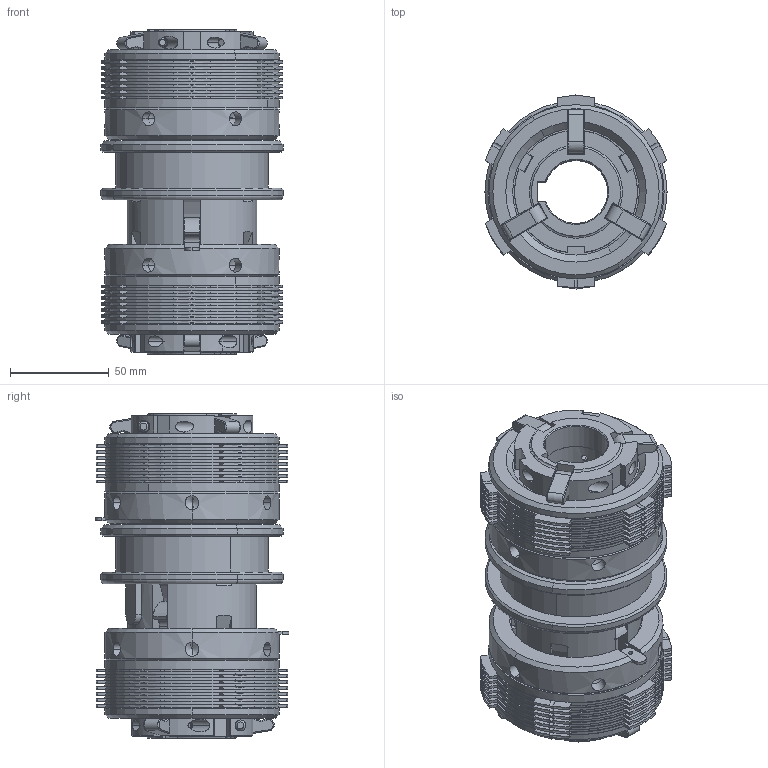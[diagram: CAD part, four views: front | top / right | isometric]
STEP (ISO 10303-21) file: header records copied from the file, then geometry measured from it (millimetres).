
FILE_DESCRIPTION (( 'STEP AP203' ), '1' );
FILE_NAME ('Assem9.STEP', '2017-10-18T02:48:29', ( ' ' ), ( '' ), 'SwSTEP 2.0', 'SolidWorks 2009', '' );
FILE_SCHEMA (( 'CONFIG_CONTROL_DESIGN' ));
Products named in the file (1): Assem9
Bounding box: 92 x 98 x 164 mm (x, y, z)
Volume: 655054.6 mm3; surface area: 218864.3 mm2
Topology: 1 solids, 59 shells, 2718 faces, 8739 edges, 5633 vertices
Faces by surface type: cylinder 954, plane 885, cone 863, torus 16
Entity records: 103328 total; most frequent: CARTESIAN_POINT 24676, ORIENTED_EDGE 17430, DIRECTION 16276, EDGE_CURVE 8715, AXIS2_PLACEMENT_3D 6202, VERTEX_POINT 5633, VECTOR 3872, LINE 3872
